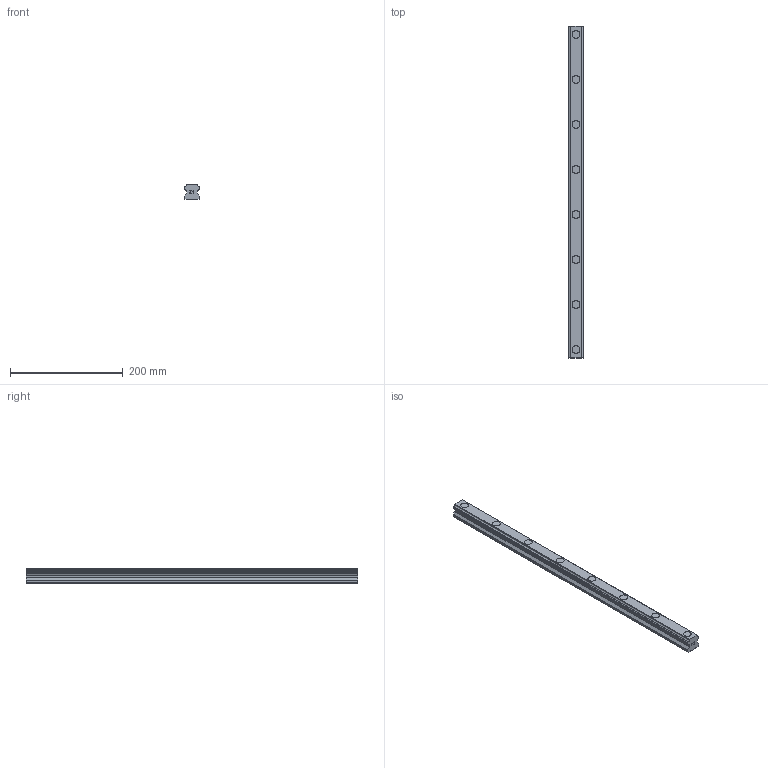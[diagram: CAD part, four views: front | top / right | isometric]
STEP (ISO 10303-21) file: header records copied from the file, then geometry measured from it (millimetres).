
FILE_DESCRIPTION(('STEP AP214'),'1');
FILE_NAME('cctmp_29582E01-0975-4142-8EE7-BAE325E1E84F_2020_6_24_15_18_5_763..stp','2020-06-24T13:18:05',('HIWIN GmbH'),('CADClick - www.CADClick.com'),'Spatial InterOp 3D',' ','unknown authorization');
FILE_SCHEMA(('AUTOMOTIVE_DESIGN'));
Length unit declared in the file: millimetre
Products named in the file (1): HGR30R590H_FILE
Bounding box: 28 x 590 x 26 mm (x, y, z)
Volume: 341679.1 mm3; surface area: 74746.9 mm2
Topology: 1 solids, 1 shells, 187 faces, 471 edges, 314 vertices
Faces by surface type: plane 117, cylinder 70
Entity records: 7145 total; most frequent: DIRECTION 987, CARTESIAN_POINT 973, ORIENTED_EDGE 942, EDGE_CURVE 471, LINE 331, VECTOR 331, AXIS2_PLACEMENT_3D 328, VERTEX_POINT 314
